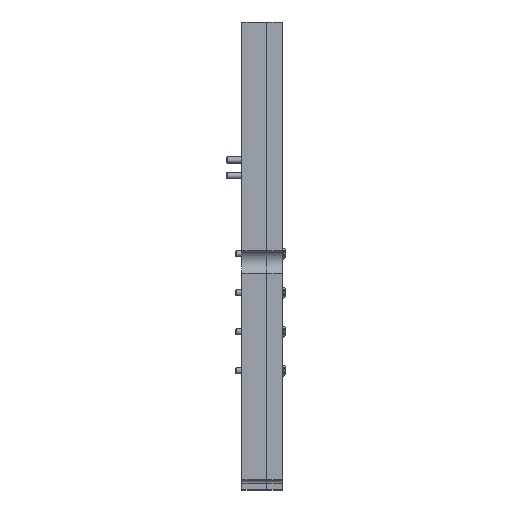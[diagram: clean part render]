
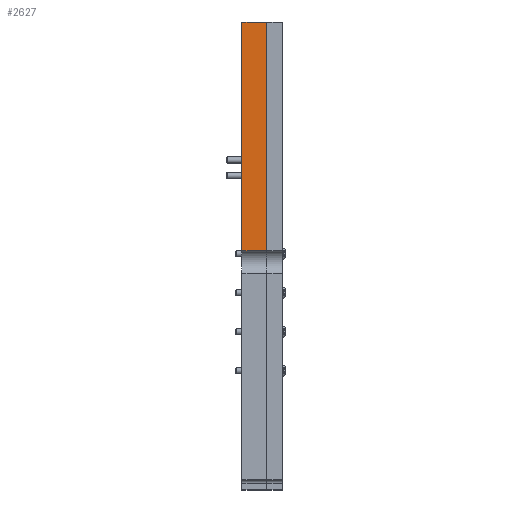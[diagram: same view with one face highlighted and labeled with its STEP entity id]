
A CAD part, left-side view. The second image highlights one B-rep face of the part: STEP entity #2627.
In plain terms, the highlighted planar face has unit normal (-1, 0, 0).
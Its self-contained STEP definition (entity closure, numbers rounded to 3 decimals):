
#713 = VERTEX_POINT ( 'NONE', #1809 ) ;
#799 = ORIENTED_EDGE ( 'NONE', *, *, #5828, .F. ) ;
#1035 = VECTOR ( 'NONE', #2719, 1000. ) ;
#1805 = CARTESIAN_POINT ( 'NONE',  ( -277., 16., 148.5 ) ) ;
#1809 = CARTESIAN_POINT ( 'NONE',  ( -277., 0., 148.5 ) ) ;
#2099 = EDGE_LOOP ( 'NONE', ( #7012, #5539, #4682, #799 ) ) ;
#2112 = CARTESIAN_POINT ( 'NONE',  ( -277., 16., 1.916 ) ) ;
#2160 = CARTESIAN_POINT ( 'NONE',  ( -277., 0., 1.916 ) ) ;
#2187 = CARTESIAN_POINT ( 'NONE',  ( -277., 0., 1.916 ) ) ;
#2264 = LINE ( 'NONE', #3966, #3169 ) ;
#2412 = DIRECTION ( 'NONE',  ( 1., 0., 0. ) ) ;
#2413 = VERTEX_POINT ( 'NONE', #2112 ) ;
#2527 = CARTESIAN_POINT ( 'NONE',  ( -277., 0., 148.5 ) ) ;
#2627 = ADVANCED_FACE ( 'NONE', ( #2739 ), #6771, .F. ) ;
#2719 = DIRECTION ( 'NONE',  ( 0., -1., 0. ) ) ;
#2739 = FACE_OUTER_BOUND ( 'NONE', #2099, .T. ) ;
#2878 = DIRECTION ( 'NONE',  ( 0., -1., 0. ) ) ;
#2928 = DIRECTION ( 'NONE',  ( 0., 0., -1. ) ) ;
#2990 = CARTESIAN_POINT ( 'NONE',  ( -277., 16., 148.5 ) ) ;
#3169 = VECTOR ( 'NONE', #2878, 1000. ) ;
#3454 = VERTEX_POINT ( 'NONE', #2160 ) ;
#3772 = EDGE_CURVE ( 'NONE', #2413, #4327, #6025, .T. ) ;
#3913 = VECTOR ( 'NONE', #4106, 1000. ) ;
#3966 = CARTESIAN_POINT ( 'NONE',  ( -277., 16., 148.5 ) ) ;
#4106 = DIRECTION ( 'NONE',  ( 0., 0., 1. ) ) ;
#4327 = VERTEX_POINT ( 'NONE', #1805 ) ;
#4490 = EDGE_CURVE ( 'NONE', #2413, #3454, #6809, .T. ) ;
#4563 = CARTESIAN_POINT ( 'NONE',  ( -277., 16., 148.5 ) ) ;
#4623 = DIRECTION ( 'NONE',  ( 0., 0., 1. ) ) ;
#4682 = ORIENTED_EDGE ( 'NONE', *, *, #5959, .T. ) ;
#5024 = VECTOR ( 'NONE', #4623, 1000. ) ;
#5539 = ORIENTED_EDGE ( 'NONE', *, *, #4490, .T. ) ;
#5828 = EDGE_CURVE ( 'NONE', #4327, #713, #2264, .T. ) ;
#5874 = LINE ( 'NONE', #2527, #3913 ) ;
#5959 = EDGE_CURVE ( 'NONE', #3454, #713, #5874, .T. ) ;
#6025 = LINE ( 'NONE', #2990, #5024 ) ;
#6500 = AXIS2_PLACEMENT_3D ( 'NONE', #4563, #2412, #2928 ) ;
#6771 = PLANE ( 'NONE',  #6500 ) ;
#6809 = LINE ( 'NONE', #2187, #1035 ) ;
#7012 = ORIENTED_EDGE ( 'NONE', *, *, #3772, .F. ) ;
